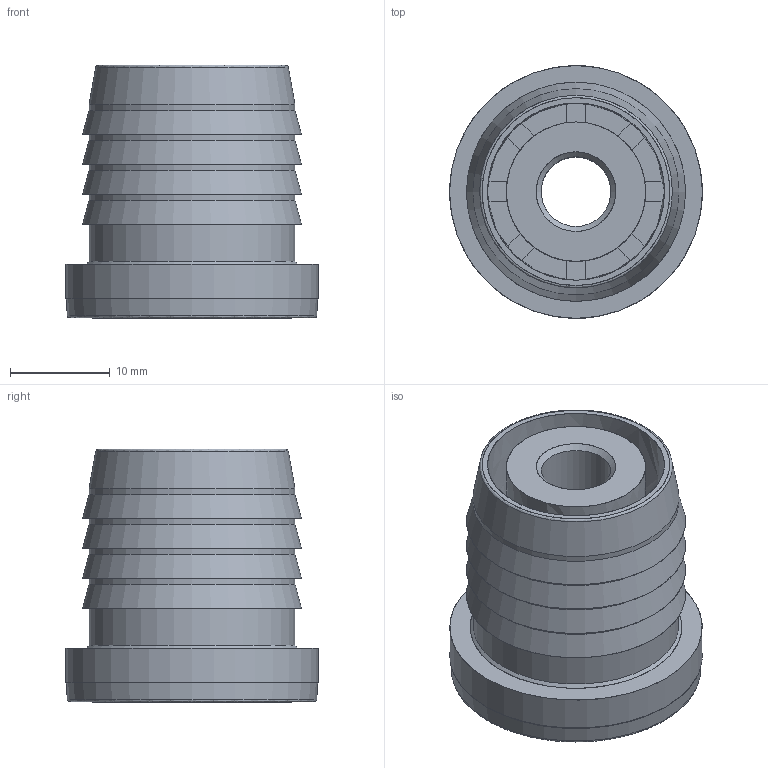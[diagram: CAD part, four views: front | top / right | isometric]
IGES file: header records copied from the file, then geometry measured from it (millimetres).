
Start section: --------------------------------------------------------------------- IGES file generated by CADlook_v13.0.  Visit http://www.cadlook.com for more information on CADlook translators and viewers. ---------------------------------------------------------------------
Global section: file name: 35-25.igs; native system: Cimatron E 10.0; preprocessor: CADlook_v13.0; author: DAVID; organization: None; date: 20140123.121846; units: millimetre
Bounding box: 25.4 x 25.4 x 25.5 mm (x, y, z)
Surface area: 5339.4 mm2 (no closed solid volume)
Topology: 0 solids, 0 shells, 67 faces, 410 edges, 394 vertices
Faces by surface type: bspline 44, revolution 23
